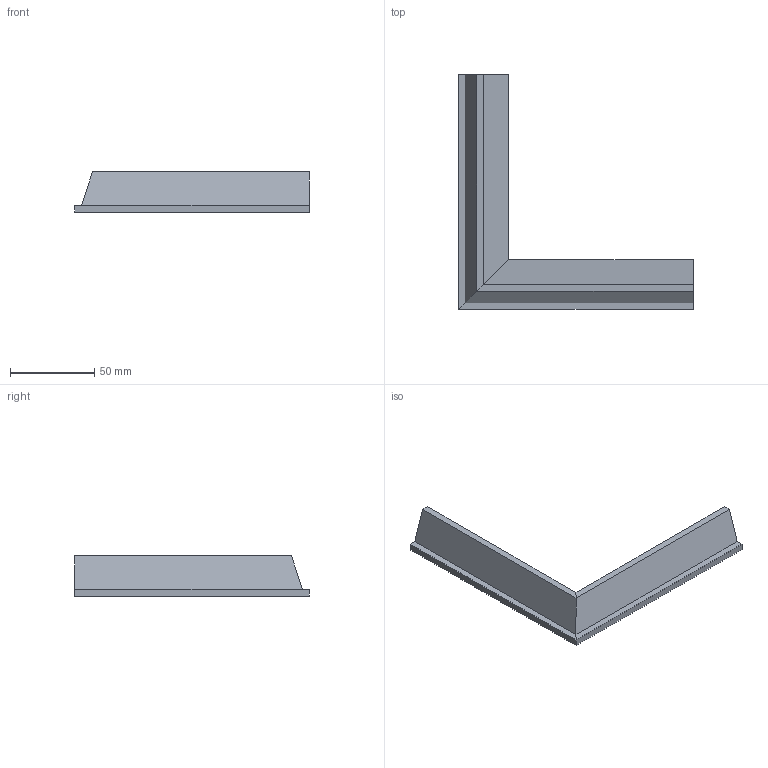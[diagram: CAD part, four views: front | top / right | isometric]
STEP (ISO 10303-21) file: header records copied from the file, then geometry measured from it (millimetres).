
FILE_DESCRIPTION(('Open CASCADE Model'),'2;1');
FILE_NAME('Open CASCADE Shape Model','2025-04-25T04:59:03',('Author'),( 'Open CASCADE'),'Open CASCADE STEP processor 7.8','Open CASCADE 7.8' ,'Unknown');
FILE_SCHEMA(('AUTOMOTIVE_DESIGN { 1 0 10303 214 1 1 1 1 }'));
Length unit declared in the file: millimetre
Products named in the file (5): eb2dbbca-21bb-11f0-9c44-00155dffc294; eb2dbbca-21bb-11f0-9c44-00155dffc294_part; eb2dbd14-21bb-11f0-9c44-00155dffc294; eb2dbd14-21bb-11f0-9c44-00155dffc294_part
Assembly tree (4 placements, depth 4):
  eb2dbbca-21bb-11f0-9c44-00155dffc294
    eb2dbbca-21bb-11f0-9c44-00155dffc294
      eb2dbbca-21bb-11f0-9c44-00155dffc294_part
      eb2dbd14-21bb-11f0-9c44-00155dffc294
        eb2dbd14-21bb-11f0-9c44-00155dffc294_part
Bounding box: 139.7 x 139.7 x 24 mm (x, y, z)
Volume: 59289.6 mm3; surface area: 31927.4 mm2
Topology: 2 solids, 2 shells, 28 faces, 72 edges, 48 vertices
Faces by surface type: plane 28
Entity records: 1816 total; most frequent: CARTESIAN_POINT 333, DIRECTION 246, LINE 180, VECTOR 180, ORIENTED_EDGE 144, PCURVE 144, DEFINITIONAL_REPRESENTATION 144, EDGE_CURVE 72
